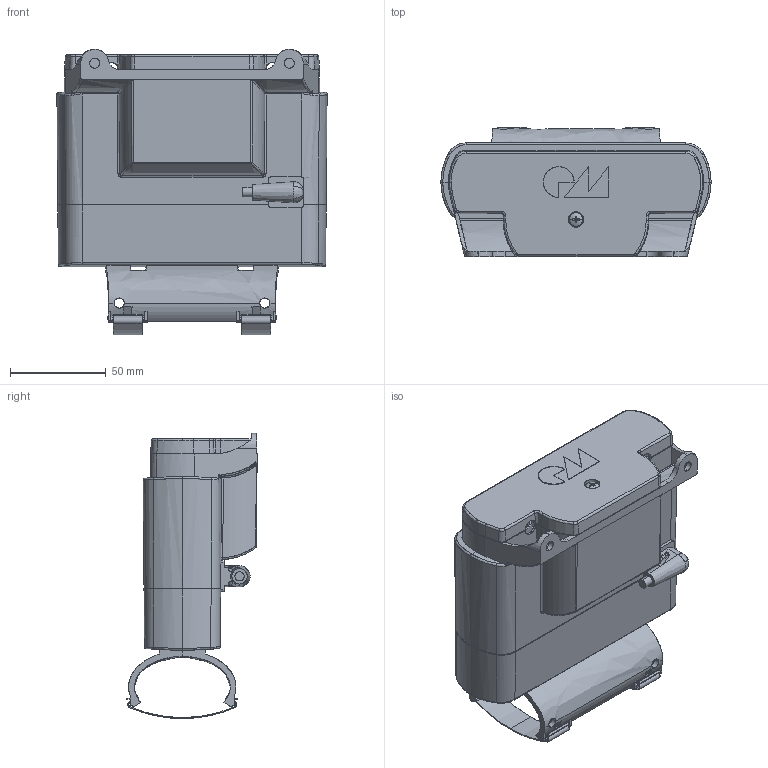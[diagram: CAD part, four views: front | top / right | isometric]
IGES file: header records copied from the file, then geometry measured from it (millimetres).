
Start section: SolidWorks IGES file using analytic representation for surfaces
Global section: file name: ECS.igs; native system: SolidWorks 2012; preprocessor: SolidWorks 2012; author: Rohlfing; date: 130830.104404; units: millimetre
Bounding box: 140.94 x 67.9 x 148.75 mm (x, y, z)
Surface area: 93259.3 mm2 (no closed solid volume)
Topology: 0 solids, 0 shells, 661 faces, 8218 edges, 8201 vertices
Faces by surface type: bspline 409, revolution 252
